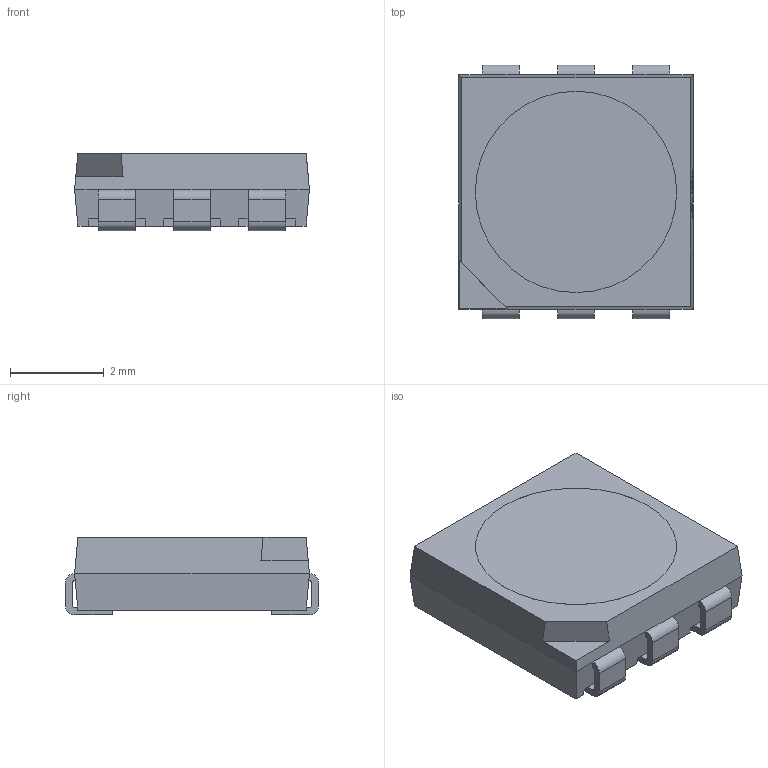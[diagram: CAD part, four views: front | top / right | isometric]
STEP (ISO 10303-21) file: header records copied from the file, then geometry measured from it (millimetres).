
FILE_DESCRIPTION (( 'STEP AP214' ), '1' );
FILE_NAME ('LED-SMD_6P-L5.4-W5.0-BL-1.STEP', '2025-10-28T06:42:41', ( '' ), ( '' ), 'SwSTEP 2.0', 'SolidWorks 2021', '' );
FILE_SCHEMA (( 'AUTOMOTIVE_DESIGN' ));
Length unit declared in the file: millimetre
Products named in the file (1): LED-SMD_6P-L5.4-W5.0-BL-1
Bounding box: 5 x 5.4 x 1.65 mm (x, y, z)
Volume: 37.3 mm3; surface area: 99.4 mm2
Topology: 1 solids, 1 shells, 338 faces, 929 edges, 614 vertices
Faces by surface type: plane 212, bspline 98, cylinder 28
Entity records: 14905 total; most frequent: CARTESIAN_POINT 3188, ORIENTED_EDGE 1858, DIRECTION 1267, EDGE_CURVE 929, VECTOR 673, LINE 673, VERTEX_POINT 614, EDGE_LOOP 359
